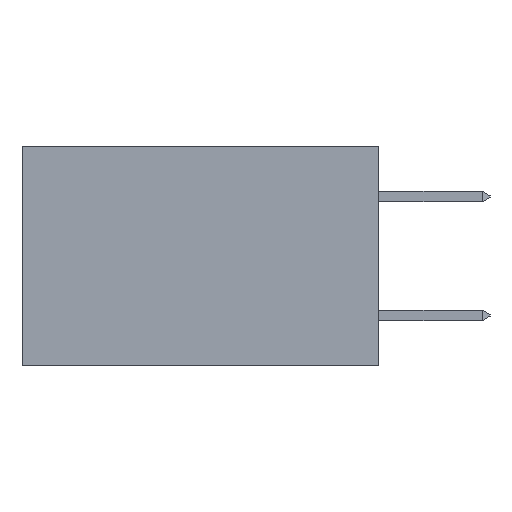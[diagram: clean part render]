
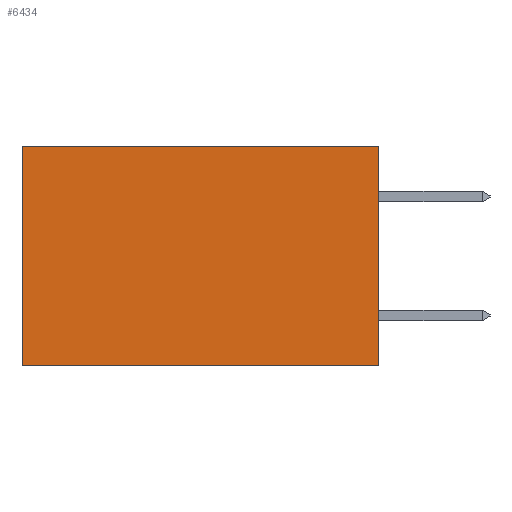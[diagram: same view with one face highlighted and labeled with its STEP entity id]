
A CAD part, left-side view. The second image highlights one B-rep face of the part: STEP entity #6434.
In plain terms, the highlighted planar face has unit normal (-1, 0, 0).
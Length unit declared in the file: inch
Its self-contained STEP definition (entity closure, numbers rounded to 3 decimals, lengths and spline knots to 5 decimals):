
#463 = ORIENTED_EDGE ( 'NONE', *, *, #17927, .T. ) ;
#1439 = CARTESIAN_POINT ( 'NONE',  ( 0.298, 0., -0.37 ) ) ;
#3326 = VERTEX_POINT ( 'NONE', #8022 ) ;
#4668 = PLANE ( 'NONE',  #25545 ) ;
#6288 = VERTEX_POINT ( 'NONE', #19359 ) ;
#6434 = ADVANCED_FACE ( 'NONE', ( #17455 ), #4668, .F. ) ;
#6879 = CARTESIAN_POINT ( 'NONE',  ( 0.298, 0., 0. ) ) ;
#8022 = CARTESIAN_POINT ( 'NONE',  ( 0.298, 0., 0. ) ) ;
#9111 = DIRECTION ( 'NONE',  ( 1., 0., 0. ) ) ;
#9556 = VECTOR ( 'NONE', #25266, 39.37008 ) ;
#11011 = CARTESIAN_POINT ( 'NONE',  ( 0.298, 0., -0.37 ) ) ;
#11128 = EDGE_CURVE ( 'NONE', #22663, #11172, #12615, .T. ) ;
#11172 = VERTEX_POINT ( 'NONE', #16754 ) ;
#11353 = EDGE_LOOP ( 'NONE', ( #463, #18377, #27865, #20935 ) ) ;
#11707 = VECTOR ( 'NONE', #16815, 39.37008 ) ;
#12366 = LINE ( 'NONE', #14650, #11707 ) ;
#12541 = CARTESIAN_POINT ( 'NONE',  ( 0.298, 0., 0. ) ) ;
#12615 = LINE ( 'NONE', #1439, #22626 ) ;
#13265 = LINE ( 'NONE', #12541, #9556 ) ;
#14650 = CARTESIAN_POINT ( 'NONE',  ( 0.298, 0.6, 0. ) ) ;
#16754 = CARTESIAN_POINT ( 'NONE',  ( 0.298, 0.6, -0.37 ) ) ;
#16815 = DIRECTION ( 'NONE',  ( 0., 0., -1. ) ) ;
#17455 = FACE_OUTER_BOUND ( 'NONE', #11353, .T. ) ;
#17927 = EDGE_CURVE ( 'NONE', #6288, #11172, #12366, .T. ) ;
#18377 = ORIENTED_EDGE ( 'NONE', *, *, #11128, .F. ) ;
#18786 = DIRECTION ( 'NONE',  ( 0., 1., 0. ) ) ;
#19359 = CARTESIAN_POINT ( 'NONE',  ( 0.298, 0.6, 0. ) ) ;
#20527 = EDGE_CURVE ( 'NONE', #3326, #22663, #13265, .T. ) ;
#20935 = ORIENTED_EDGE ( 'NONE', *, *, #21957, .T. ) ;
#21360 = DIRECTION ( 'NONE',  ( 0., 1., 0. ) ) ;
#21957 = EDGE_CURVE ( 'NONE', #3326, #6288, #26154, .T. ) ;
#22626 = VECTOR ( 'NONE', #18786, 39.37008 ) ;
#22663 = VERTEX_POINT ( 'NONE', #11011 ) ;
#24033 = DIRECTION ( 'NONE',  ( 0., 0., -1. ) ) ;
#25266 = DIRECTION ( 'NONE',  ( 0., 0., -1. ) ) ;
#25481 = VECTOR ( 'NONE', #21360, 39.37008 ) ;
#25488 = CARTESIAN_POINT ( 'NONE',  ( 0.298, 0., 0. ) ) ;
#25545 = AXIS2_PLACEMENT_3D ( 'NONE', #6879, #9111, #24033 ) ;
#26154 = LINE ( 'NONE', #25488, #25481 ) ;
#27865 = ORIENTED_EDGE ( 'NONE', *, *, #20527, .F. ) ;
